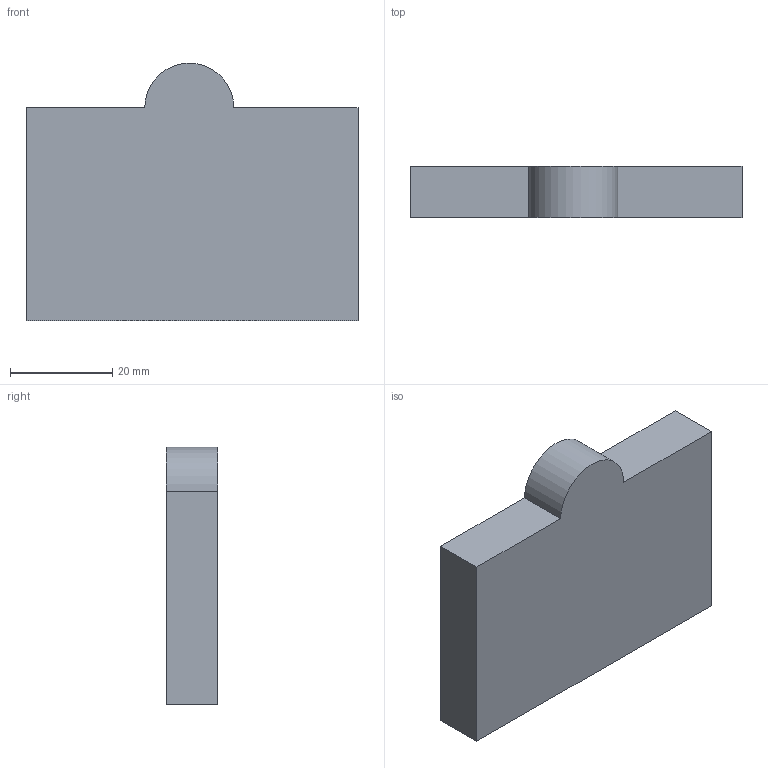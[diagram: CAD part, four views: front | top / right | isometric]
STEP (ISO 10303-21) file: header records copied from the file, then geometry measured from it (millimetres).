
FILE_DESCRIPTION (( 'STEP AP203' ), '1' );
FILE_NAME ('first-arc.STEP', '2014-02-06T20:29:26', ( 'stan' ), ( '' ), 'SwSTEP 2.0', 'SolidWorks 2012', '' );
FILE_SCHEMA (( 'CONFIG_CONTROL_DESIGN' ));
Length unit declared in the file: millimetre
Products named in the file (1): first-arc
Bounding box: 64.99 x 10 x 50.46 mm (x, y, z)
Volume: 28318.5 mm3; surface area: 7897.7 mm2
Topology: 1 solids, 1 shells, 8 faces, 18 edges, 12 vertices
Faces by surface type: plane 7, cylinder 1
Entity records: 301 total; most frequent: CARTESIAN_POINT 39, DIRECTION 38, ORIENTED_EDGE 36, EDGE_CURVE 18, VECTOR 16, LINE 16, VERTEX_POINT 12, AXIS2_PLACEMENT_3D 11
